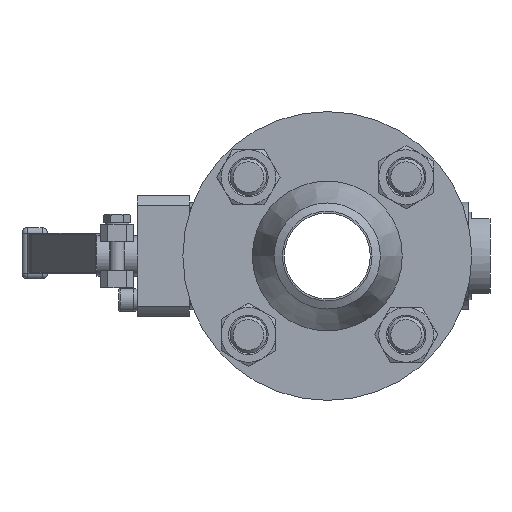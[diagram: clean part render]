
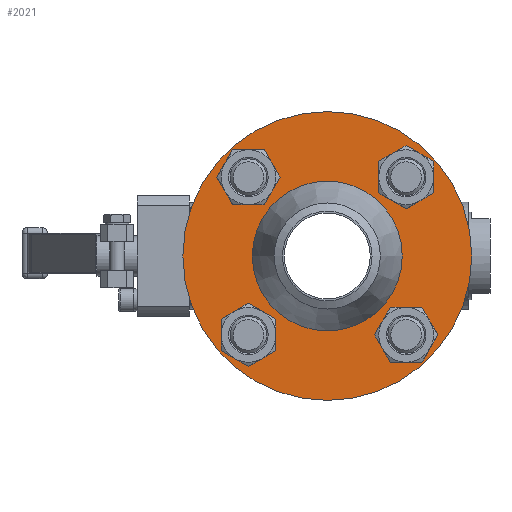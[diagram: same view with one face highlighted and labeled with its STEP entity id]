
A CAD part, left-side view. The second image highlights one B-rep face of the part: STEP entity #2021.
In plain terms, the highlighted planar face has unit normal (-1, 0, 0).
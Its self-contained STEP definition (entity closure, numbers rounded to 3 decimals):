
#2021=ADVANCED_FACE('',(#6960,#6962,#6964,#6966,#6968,#6970),#6972,.T.);
#6960=FACE_BOUND('',#6961,.T.);
#6961=EDGE_LOOP('',(#10926));
#6962=FACE_BOUND('',#6963,.T.);
#6963=EDGE_LOOP('',(#10927,#10928,#10929,#10930,#10931));
#6964=FACE_BOUND('',#6965,.T.);
#6965=EDGE_LOOP('',(#10932,#10933,#10934,#10935));
#6966=FACE_BOUND('',#6967,.T.);
#6967=EDGE_LOOP('',(#10936));
#6968=FACE_BOUND('',#6969,.T.);
#6969=EDGE_LOOP('',(#10937,#10938,#10939,#10940));
#6970=FACE_BOUND('',#6971,.T.);
#6971=EDGE_LOOP('',(#10941,#10942,#10943,#10944));
#6972=PLANE('',#6973);
#6973=AXIS2_PLACEMENT_3D('',#6974,#6975,#6976);
#6974=CARTESIAN_POINT('',(-69.,0.,0.));
#6975=DIRECTION('',(-1.,0.,0.));
#6976=DIRECTION('',(0.,1.,0.));
#10926=ORIENTED_EDGE('',*,*,#12834,.T.);
#10927=ORIENTED_EDGE('',*,*,#12900,.F.);
#10928=ORIENTED_EDGE('',*,*,#12901,.F.);
#10929=ORIENTED_EDGE('',*,*,#12835,.T.);
#10930=ORIENTED_EDGE('',*,*,#12837,.T.);
#10931=ORIENTED_EDGE('',*,*,#12902,.F.);
#10932=ORIENTED_EDGE('',*,*,#12903,.F.);
#10933=ORIENTED_EDGE('',*,*,#12904,.F.);
#10934=ORIENTED_EDGE('',*,*,#12842,.T.);
#10935=ORIENTED_EDGE('',*,*,#12905,.F.);
#10936=ORIENTED_EDGE('',*,*,#12906,.F.);
#10937=ORIENTED_EDGE('',*,*,#12907,.F.);
#10938=ORIENTED_EDGE('',*,*,#12908,.F.);
#10939=ORIENTED_EDGE('',*,*,#12845,.T.);
#10940=ORIENTED_EDGE('',*,*,#12909,.F.);
#10941=ORIENTED_EDGE('',*,*,#12910,.F.);
#10942=ORIENTED_EDGE('',*,*,#12911,.F.);
#10943=ORIENTED_EDGE('',*,*,#12839,.T.);
#10944=ORIENTED_EDGE('',*,*,#12912,.F.);
#12834=EDGE_CURVE('',#14375,#14375,#14376,.T.);
#12835=EDGE_CURVE('',#14377,#14378,#14379,.T.);
#12837=EDGE_CURVE('',#14378,#14380,#14382,.T.);
#12839=EDGE_CURVE('',#14386,#14383,#14387,.T.);
#12842=EDGE_CURVE('',#14392,#14389,#14393,.T.);
#12845=EDGE_CURVE('',#14398,#14395,#14399,.T.);
#12900=EDGE_CURVE('',#14489,#14490,#14491,.T.);
#12901=EDGE_CURVE('',#14377,#14489,#14492,.F.);
#12902=EDGE_CURVE('',#14490,#14380,#14493,.F.);
#12903=EDGE_CURVE('',#14494,#14495,#14496,.T.);
#12904=EDGE_CURVE('',#14392,#14494,#14497,.F.);
#12905=EDGE_CURVE('',#14495,#14389,#14498,.F.);
#12906=EDGE_CURVE('',#14499,#14499,#14500,.T.);
#12907=EDGE_CURVE('',#14501,#14502,#14503,.T.);
#12908=EDGE_CURVE('',#14398,#14501,#14504,.F.);
#12909=EDGE_CURVE('',#14502,#14395,#14505,.F.);
#12910=EDGE_CURVE('',#14506,#14507,#14508,.T.);
#12911=EDGE_CURVE('',#14386,#14506,#14509,.F.);
#12912=EDGE_CURVE('',#14507,#14383,#14510,.F.);
#14375=VERTEX_POINT('',#18512);
#14376=CIRCLE('',#18513,79.);
#14377=VERTEX_POINT('',#18517);
#14378=VERTEX_POINT('',#18518);
#14379=CIRCLE('',#18519,11.);
#14380=VERTEX_POINT('',#18523);
#14382=CIRCLE('',#18528,11.);
#14383=VERTEX_POINT('',#18532);
#14386=VERTEX_POINT('',#18538);
#14387=CIRCLE('',#18539,11.);
#14389=VERTEX_POINT('',#18547);
#14392=VERTEX_POINT('',#18553);
#14393=CIRCLE('',#18554,11.);
#14395=VERTEX_POINT('',#18562);
#14398=VERTEX_POINT('',#18568);
#14399=CIRCLE('',#18569,11.);
#14489=VERTEX_POINT('',#19394);
#14490=VERTEX_POINT('',#19395);
#14491=CIRCLE('',#19396,14.75);
#14492=LINE('',#19400,#19401);
#14493=LINE('',#19403,#19404);
#14494=VERTEX_POINT('',#19406);
#14495=VERTEX_POINT('',#19407);
#14496=CIRCLE('',#19408,14.75);
#14497=LINE('',#19412,#19413);
#14498=LINE('',#19415,#19416);
#14499=VERTEX_POINT('',#19418);
#14500=CIRCLE('',#19419,41.);
#14501=VERTEX_POINT('',#19423);
#14502=VERTEX_POINT('',#19424);
#14503=CIRCLE('',#19425,14.75);
#14504=LINE('',#19429,#19430);
#14505=LINE('',#19432,#19433);
#14506=VERTEX_POINT('',#19435);
#14507=VERTEX_POINT('',#19436);
#14508=CIRCLE('',#19437,14.75);
#14509=LINE('',#19441,#19442);
#14510=LINE('',#19444,#19445);
#18512=CARTESIAN_POINT('',(-69.,79.,0.));
#18513=AXIS2_PLACEMENT_3D('',#18514,#18515,#18516);
#18514=CARTESIAN_POINT('',(-69.,0.,0.));
#18515=DIRECTION('',(-1.,0.,0.));
#18516=DIRECTION('',(0.,1.,0.));
#18517=CARTESIAN_POINT('',(-69.,53.847,-45.629));
#18518=CARTESIAN_POINT('',(-69.,54.134,-43.134));
#18519=AXIS2_PLACEMENT_3D('',#18520,#18521,#18522);
#18520=CARTESIAN_POINT('',(-69.,43.134,-43.134));
#18521=DIRECTION('',(1.,0.,0.));
#18522=DIRECTION('',(0.,0.974,-0.227));
#18523=CARTESIAN_POINT('',(-69.,54.1,-42.276));
#18528=AXIS2_PLACEMENT_3D('',#18529,#18530,#18531);
#18529=CARTESIAN_POINT('',(-69.,43.134,-43.134));
#18530=DIRECTION('',(1.,0.,0.));
#18531=DIRECTION('',(0.,1.,0.));
#18532=CARTESIAN_POINT('',(-69.,-42.276,-54.1));
#18538=CARTESIAN_POINT('',(-69.,-45.629,-53.847));
#18539=AXIS2_PLACEMENT_3D('',#18540,#18541,#18542);
#18540=CARTESIAN_POINT('',(-69.,-43.134,-43.134));
#18541=DIRECTION('',(1.,0.,0.));
#18542=DIRECTION('',(0.,-0.227,-0.974));
#18547=CARTESIAN_POINT('',(-69.,-54.1,42.276));
#18553=CARTESIAN_POINT('',(-69.,-53.847,45.629));
#18554=AXIS2_PLACEMENT_3D('',#18555,#18556,#18557);
#18555=CARTESIAN_POINT('',(-69.,-43.134,43.134));
#18556=DIRECTION('',(1.,0.,0.));
#18557=DIRECTION('',(0.,-0.974,0.227));
#18562=CARTESIAN_POINT('',(-69.,42.276,54.1));
#18568=CARTESIAN_POINT('',(-69.,45.629,53.847));
#18569=AXIS2_PLACEMENT_3D('',#18570,#18571,#18572);
#18570=CARTESIAN_POINT('',(-69.,43.134,43.134));
#18571=DIRECTION('',(1.,0.,0.));
#18572=DIRECTION('',(0.,0.227,0.974));
#19394=CARTESIAN_POINT('',(-69.,57.671,-45.629));
#19395=CARTESIAN_POINT('',(-69.,57.859,-42.276));
#19396=AXIS2_PLACEMENT_3D('',#19397,#19398,#19399);
#19397=CARTESIAN_POINT('',(-69.,43.134,-43.134));
#19398=DIRECTION('',(-1.,0.,0.));
#19399=DIRECTION('',(0.,0.986,-0.169));
#19400=CARTESIAN_POINT('',(-69.,57.671,-45.629));
#19401=VECTOR('',#19402,1.);
#19402=DIRECTION('',(0.,-1.,0.));
#19403=CARTESIAN_POINT('',(-69.,54.1,-42.276));
#19404=VECTOR('',#19405,1.);
#19405=DIRECTION('',(0.,1.,0.));
#19406=CARTESIAN_POINT('',(-69.,-57.671,45.629));
#19407=CARTESIAN_POINT('',(-69.,-57.859,42.276));
#19408=AXIS2_PLACEMENT_3D('',#19409,#19410,#19411);
#19409=CARTESIAN_POINT('',(-69.,-43.134,43.134));
#19410=DIRECTION('',(-1.,0.,0.));
#19411=DIRECTION('',(0.,-0.986,0.169));
#19412=CARTESIAN_POINT('',(-69.,-57.671,45.629));
#19413=VECTOR('',#19414,1.);
#19414=DIRECTION('',(0.,1.,0.));
#19415=CARTESIAN_POINT('',(-69.,-54.1,42.276));
#19416=VECTOR('',#19417,1.);
#19417=DIRECTION('',(0.,-1.,0.));
#19418=CARTESIAN_POINT('',(-69.,41.,0.));
#19419=AXIS2_PLACEMENT_3D('',#19420,#19421,#19422);
#19420=CARTESIAN_POINT('',(-69.,0.,0.));
#19421=DIRECTION('',(-1.,0.,0.));
#19422=DIRECTION('',(0.,1.,0.));
#19423=CARTESIAN_POINT('',(-69.,45.629,57.671));
#19424=CARTESIAN_POINT('',(-69.,42.276,57.859));
#19425=AXIS2_PLACEMENT_3D('',#19426,#19427,#19428);
#19426=CARTESIAN_POINT('',(-69.,43.134,43.134));
#19427=DIRECTION('',(-1.,0.,0.));
#19428=DIRECTION('',(0.,0.169,0.986));
#19429=CARTESIAN_POINT('',(-69.,45.629,57.671));
#19430=VECTOR('',#19431,1.);
#19431=DIRECTION('',(0.,0.,-1.));
#19432=CARTESIAN_POINT('',(-69.,42.276,54.1));
#19433=VECTOR('',#19434,1.);
#19434=DIRECTION('',(0.,0.,1.));
#19435=CARTESIAN_POINT('',(-69.,-45.629,-57.671));
#19436=CARTESIAN_POINT('',(-69.,-42.276,-57.859));
#19437=AXIS2_PLACEMENT_3D('',#19438,#19439,#19440);
#19438=CARTESIAN_POINT('',(-69.,-43.134,-43.134));
#19439=DIRECTION('',(-1.,0.,0.));
#19440=DIRECTION('',(0.,-0.169,-0.986));
#19441=CARTESIAN_POINT('',(-69.,-45.629,-57.671));
#19442=VECTOR('',#19443,1.);
#19443=DIRECTION('',(0.,0.,1.));
#19444=CARTESIAN_POINT('',(-69.,-42.276,-54.1));
#19445=VECTOR('',#19446,1.);
#19446=DIRECTION('',(0.,0.,-1.));
